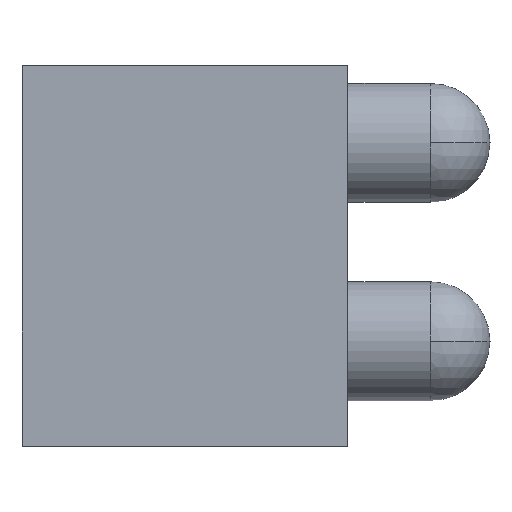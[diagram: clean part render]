
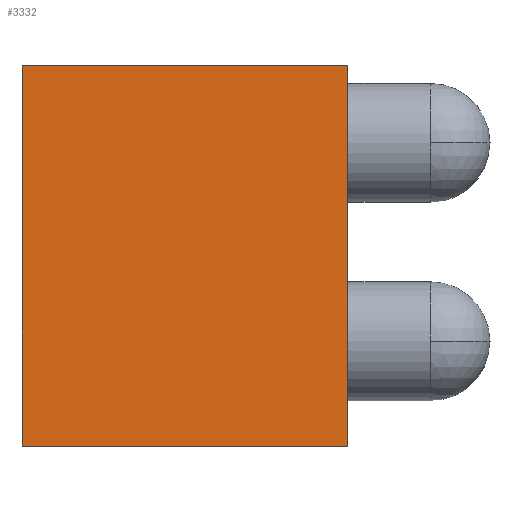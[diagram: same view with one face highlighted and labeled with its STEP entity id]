
A CAD part, top view. The second image highlights one B-rep face of the part: STEP entity #3332.
In plain terms, the highlighted planar face has unit normal (0, 0, 1).
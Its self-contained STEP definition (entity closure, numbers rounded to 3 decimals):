
#32 = CARTESIAN_POINT ( 'NONE',  ( -4.1, 0., 2.15 ) ) ;
#46 = EDGE_CURVE ( 'NONE', #1041, #90, #118, .T. ) ;
#90 = VERTEX_POINT ( 'NONE', #2714 ) ;
#118 = LINE ( 'NONE', #2059, #834 ) ;
#136 = LINE ( 'NONE', #2070, #946 ) ;
#151 = CARTESIAN_POINT ( 'NONE',  ( 4.1, 9.6, 2.15 ) ) ;
#285 = CARTESIAN_POINT ( 'NONE',  ( 4.1, 0., 2.15 ) ) ;
#325 = VERTEX_POINT ( 'NONE', #2769 ) ;
#834 = VECTOR ( 'NONE', #2277, 1000. ) ;
#946 = VECTOR ( 'NONE', #3177, 1000. ) ;
#963 = VERTEX_POINT ( 'NONE', #3508 ) ;
#1041 = VERTEX_POINT ( 'NONE', #285 ) ;
#1198 = DIRECTION ( 'NONE',  ( 0., 0., -1. ) ) ;
#1229 = DIRECTION ( 'NONE',  ( -1., 0., 0. ) ) ;
#1406 = EDGE_LOOP ( 'NONE', ( #2125, #1932, #1663, #2654 ) ) ;
#1469 = PLANE ( 'NONE',  #3156 ) ;
#1497 = FACE_OUTER_BOUND ( 'NONE', #1406, .T. ) ;
#1663 = ORIENTED_EDGE ( 'NONE', *, *, #3328, .F. ) ;
#1785 = LINE ( 'NONE', #151, #3486 ) ;
#1932 = ORIENTED_EDGE ( 'NONE', *, *, #46, .F. ) ;
#2059 = CARTESIAN_POINT ( 'NONE',  ( 4.1, 0., 2.15 ) ) ;
#2070 = CARTESIAN_POINT ( 'NONE',  ( -4.1, 9.6, 2.15 ) ) ;
#2125 = ORIENTED_EDGE ( 'NONE', *, *, #2974, .F. ) ;
#2277 = DIRECTION ( 'NONE',  ( -1., 0., 0. ) ) ;
#2537 = LINE ( 'NONE', #32, #3154 ) ;
#2552 = EDGE_CURVE ( 'NONE', #963, #325, #136, .T. ) ;
#2575 = CARTESIAN_POINT ( 'NONE',  ( 0., 0., 2.15 ) ) ;
#2605 = DIRECTION ( 'NONE',  ( 0., -1., 0. ) ) ;
#2654 = ORIENTED_EDGE ( 'NONE', *, *, #2552, .F. ) ;
#2714 = CARTESIAN_POINT ( 'NONE',  ( -4.1, 0., 2.15 ) ) ;
#2769 = CARTESIAN_POINT ( 'NONE',  ( 4.1, 9.6, 2.15 ) ) ;
#2974 = EDGE_CURVE ( 'NONE', #90, #963, #2537, .T. ) ;
#3060 = DIRECTION ( 'NONE',  ( 0., 1., 0. ) ) ;
#3154 = VECTOR ( 'NONE', #3060, 1000. ) ;
#3156 = AXIS2_PLACEMENT_3D ( 'NONE', #2575, #1198, #1229 ) ;
#3177 = DIRECTION ( 'NONE',  ( 1., 0., 0. ) ) ;
#3328 = EDGE_CURVE ( 'NONE', #325, #1041, #1785, .T. ) ;
#3332 = ADVANCED_FACE ( 'NONE', ( #1497 ), #1469, .F. ) ;
#3486 = VECTOR ( 'NONE', #2605, 1000. ) ;
#3508 = CARTESIAN_POINT ( 'NONE',  ( -4.1, 9.6, 2.15 ) ) ;
